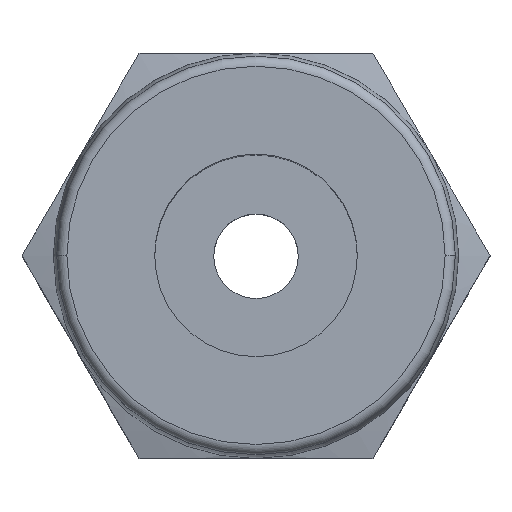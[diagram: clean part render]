
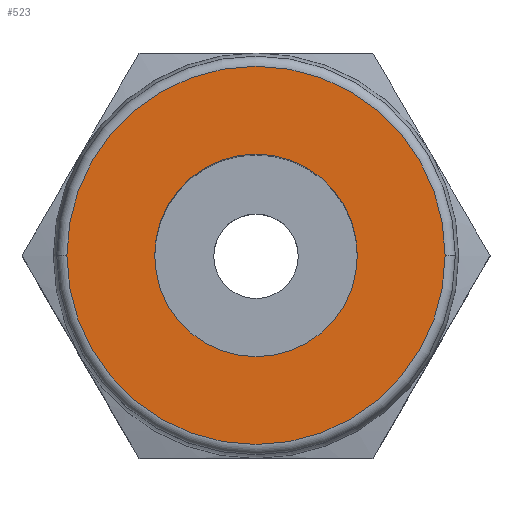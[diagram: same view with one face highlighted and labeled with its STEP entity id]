
A CAD part, top view. The second image highlights one B-rep face of the part: STEP entity #523.
In plain terms, the highlighted planar face has unit normal (0, 0, 1).
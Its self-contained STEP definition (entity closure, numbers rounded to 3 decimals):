
#51=FACE_BOUND('',#113,.T.);
#58=PLANE('',#573);
#73=FACE_OUTER_BOUND('',#112,.T.);
#112=EDGE_LOOP('',(#373,#374));
#113=EDGE_LOOP('',(#375,#376));
#191=CIRCLE('',#566,3.);
#192=CIRCLE('',#567,3.);
#197=CIRCLE('',#574,5.6);
#198=CIRCLE('',#575,5.6);
#232=VERTEX_POINT('',#826);
#233=VERTEX_POINT('',#828);
#239=VERTEX_POINT('',#843);
#240=VERTEX_POINT('',#844);
#283=EDGE_CURVE('',#232,#233,#191,.T.);
#285=EDGE_CURVE('',#233,#232,#192,.T.);
#290=EDGE_CURVE('',#239,#240,#197,.T.);
#291=EDGE_CURVE('',#240,#239,#198,.T.);
#373=ORIENTED_EDGE('',*,*,#290,.T.);
#374=ORIENTED_EDGE('',*,*,#291,.T.);
#375=ORIENTED_EDGE('',*,*,#285,.F.);
#376=ORIENTED_EDGE('',*,*,#283,.F.);
#523=ADVANCED_FACE('',(#73,#51),#58,.T.);
#566=AXIS2_PLACEMENT_3D('',#829,#657,#658);
#567=AXIS2_PLACEMENT_3D('',#832,#660,#661);
#573=AXIS2_PLACEMENT_3D('',#842,#672,#673);
#574=AXIS2_PLACEMENT_3D('',#845,#674,#675);
#575=AXIS2_PLACEMENT_3D('',#846,#676,#677);
#657=DIRECTION('center_axis',(0.,0.,1.));
#658=DIRECTION('ref_axis',(-1.,0.,0.));
#660=DIRECTION('center_axis',(0.,0.,1.));
#661=DIRECTION('ref_axis',(1.,0.,0.));
#672=DIRECTION('center_axis',(0.,0.,1.));
#673=DIRECTION('ref_axis',(0.,-1.,0.));
#674=DIRECTION('center_axis',(0.,0.,1.));
#675=DIRECTION('ref_axis',(-1.,0.,0.));
#676=DIRECTION('center_axis',(0.,0.,1.));
#677=DIRECTION('ref_axis',(1.,0.,0.));
#826=CARTESIAN_POINT('',(-3.,0.,20.35));
#828=CARTESIAN_POINT('',(3.,0.,20.35));
#829=CARTESIAN_POINT('Origin',(0.,0.,20.35));
#832=CARTESIAN_POINT('Origin',(0.,0.,20.35));
#842=CARTESIAN_POINT('Origin',(-6.1,6.1,20.35));
#843=CARTESIAN_POINT('',(-5.6,0.,20.35));
#844=CARTESIAN_POINT('',(5.6,0.,20.35));
#845=CARTESIAN_POINT('Origin',(0.,0.,20.35));
#846=CARTESIAN_POINT('Origin',(0.,0.,20.35));
